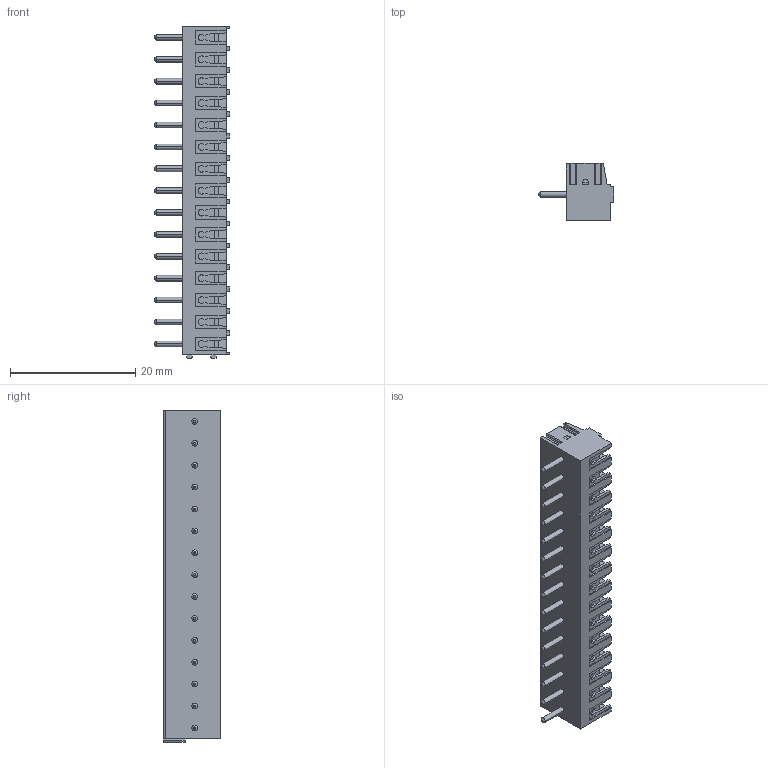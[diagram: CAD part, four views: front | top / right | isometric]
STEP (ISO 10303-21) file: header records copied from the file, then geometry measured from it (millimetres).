
FILE_DESCRIPTION((''),'2;1');
FILE_NAME('TL012R','2024-09-25T',('yanfa'),(''),'PRO/ENGINEER BY PARAMETRIC TECHNOLOGY CORPORATION, 2009280','PRO/ENGINEER BY PARAMETRIC TECHNOLOGY CORPORATION, 2009280','');
FILE_SCHEMA(('AUTOMOTIVE_DESIGN_CC2 { 1 2 10303 214 -1 1 5 2 }'));
Length unit declared in the file: millimetre
Products named in the file (1): TL012R
Bounding box: 12.05 x 9.15 x 53.08 mm (x, y, z)
Volume: 2525 mm3; surface area: 5190.1 mm2
Topology: 1 solids, 1 shells, 1356 faces, 3639 edges, 2346 vertices
Faces by surface type: plane 937, cylinder 269, cone 90, torus 30, extrusion 30
Entity records: 42269 total; most frequent: CARTESIAN_POINT 7939, ORIENTED_EDGE 7278, DIRECTION 6919, EDGE_CURVE 3639, VECTOR 2891, LINE 2861, VERTEX_POINT 2346, AXIS2_PLACEMENT_3D 2014
